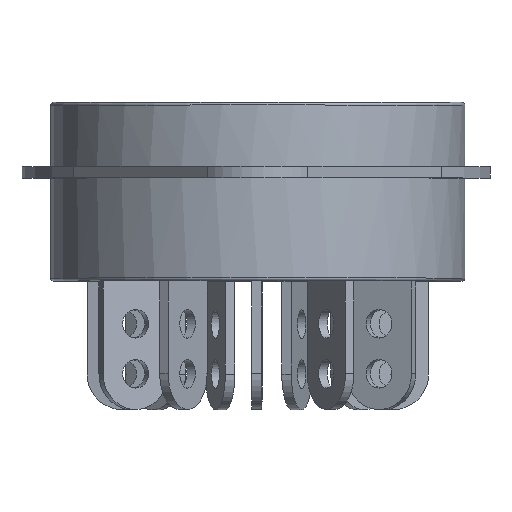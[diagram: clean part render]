
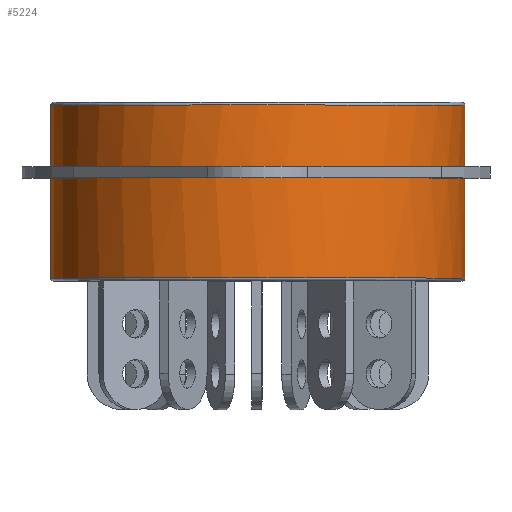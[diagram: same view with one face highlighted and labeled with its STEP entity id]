
A CAD part, top view. The second image highlights one B-rep face of the part: STEP entity #5224.
In plain terms, the highlighted cylindrical face has radius 14.5 mm (diameter 29 mm), a full revolution.
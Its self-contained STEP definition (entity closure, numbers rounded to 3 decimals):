
#45=CIRCLE('',#5284,14.5);
#64=CIRCLE('',#5323,14.5);
#162=CIRCLE('',#5571,14.5);
#164=CIRCLE('',#5575,14.5);
#233=CYLINDRICAL_SURFACE('',#5574,14.5);
#1246=ORIENTED_EDGE('',*,*,#1393,.T.);
#1247=ORIENTED_EDGE('',*,*,#1364,.F.);
#1248=ORIENTED_EDGE('',*,*,#1397,.T.);
#1249=ORIENTED_EDGE('',*,*,#1415,.F.);
#1250=ORIENTED_EDGE('',*,*,#1763,.F.);
#1251=ORIENTED_EDGE('',*,*,#1761,.F.);
#1364=EDGE_CURVE('',#1856,#1857,#45,.T.);
#1393=EDGE_CURVE('',#1877,#1857,#2225,.T.);
#1397=EDGE_CURVE('',#1856,#1879,#2227,.T.);
#1415=EDGE_CURVE('',#1877,#1879,#64,.T.);
#1761=EDGE_CURVE('',#2117,#2117,#162,.T.);
#1763=EDGE_CURVE('',#2119,#2119,#164,.T.);
#1856=VERTEX_POINT('',#6874);
#1857=VERTEX_POINT('',#6875);
#1877=VERTEX_POINT('',#6933);
#1879=VERTEX_POINT('',#6941);
#2117=VERTEX_POINT('',#7702);
#2119=VERTEX_POINT('',#7708);
#2225=LINE('',#6932,#2593);
#2227=LINE('',#6940,#2595);
#2593=VECTOR('',#5832,1000.);
#2595=VECTOR('',#5842,1000.);
#3153=EDGE_LOOP('',(#1246,#1247,#1248,#1249));
#3154=EDGE_LOOP('',(#1250));
#3155=EDGE_LOOP('',(#1251));
#3455=FACE_BOUND('',#3153,.T.);
#3456=FACE_BOUND('',#3154,.T.);
#3457=FACE_BOUND('',#3155,.T.);
#5224=ADVANCED_FACE('',(#3455,#3456,#3457),#233,.T.);
#5284=AXIS2_PLACEMENT_3D('',#6873,#5773,#5774);
#5323=AXIS2_PLACEMENT_3D('',#6976,#5883,#5884);
#5571=AXIS2_PLACEMENT_3D('',#7701,#6627,#6628);
#5574=AXIS2_PLACEMENT_3D('',#7706,#6633,#6634);
#5575=AXIS2_PLACEMENT_3D('',#7707,#6635,#6636);
#5773=DIRECTION('',(0.,-1.,0.));
#5774=DIRECTION('',(1.,0.,0.));
#5832=DIRECTION('',(0.,1.,0.));
#5842=DIRECTION('',(0.,-1.,0.));
#5883=DIRECTION('',(0.,1.,0.));
#5884=DIRECTION('',(1.,0.,0.));
#6627=DIRECTION('',(0.,1.,0.));
#6628=DIRECTION('',(1.,0.,0.));
#6633=DIRECTION('',(0.,1.,0.));
#6634=DIRECTION('',(1.,0.,0.));
#6635=DIRECTION('',(0.,-1.,0.));
#6636=DIRECTION('',(1.,0.,0.));
#6873=CARTESIAN_POINT('',(0.,0.,0.));
#6874=CARTESIAN_POINT('',(14.466,0.,0.985));
#6875=CARTESIAN_POINT('',(14.466,0.,-0.985));
#6932=CARTESIAN_POINT('',(14.466,0.,-0.985));
#6933=CARTESIAN_POINT('',(14.466,-0.8,-0.985));
#6940=CARTESIAN_POINT('',(14.466,0.,0.985));
#6941=CARTESIAN_POINT('',(14.466,-0.8,0.985));
#6976=CARTESIAN_POINT('',(0.,-0.8,0.));
#7701=CARTESIAN_POINT('',(0.,4.3,0.));
#7702=CARTESIAN_POINT('',(14.5,4.3,0.));
#7706=CARTESIAN_POINT('',(0.,0.,0.));
#7707=CARTESIAN_POINT('',(0.,-7.8,0.));
#7708=CARTESIAN_POINT('',(14.5,-7.8,0.));
